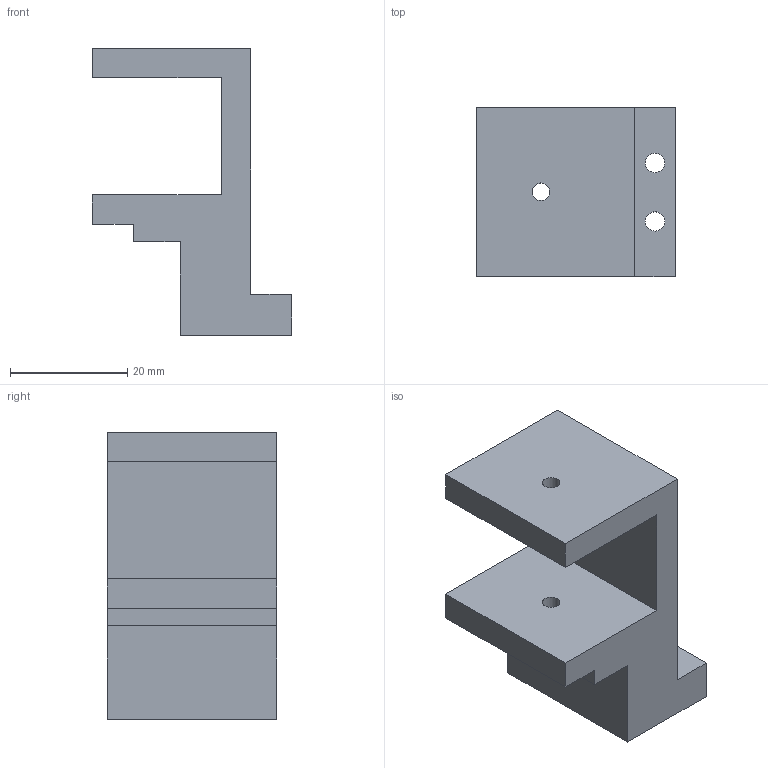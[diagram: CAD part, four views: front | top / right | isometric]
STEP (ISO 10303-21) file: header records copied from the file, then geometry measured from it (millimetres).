
FILE_DESCRIPTION(/* description */ (''),/* implementation_level */ '2;1');
FILE_NAME(/* name */ 'XY_attachment_left.step',/* time_stamp */ '2023-03-16T20:41:08+01:00',/* author */ (''),/* organization */ (''),/* preprocessor_version */ 'ST-DEVELOPER v19.2',/* originating_system */ 'Autodesk Translation Framework v11.17.0.187',/* authorisation */ '');
FILE_SCHEMA (('AUTOMOTIVE_DESIGN { 1 0 10303 214 3 1 1 }'));
Length unit declared in the file: millimetre
Products named in the file (1): XY_attachment_left
Bounding box: 34 x 28.9 x 49 mm (x, y, z)
Volume: 19180.3 mm3; surface area: 7616.2 mm2
Topology: 1 solids, 1 shells, 21 faces, 58 edges, 39 vertices
Faces by surface type: plane 17, cylinder 4
Full cylindrical faces by diameter (mm): 3 x2, 3.3 x2
Entity records: 717 total; most frequent: CARTESIAN_POINT 119, ORIENTED_EDGE 116, DIRECTION 110, EDGE_CURVE 58, LINE 50, VECTOR 50, VERTEX_POINT 39, AXIS2_PLACEMENT_3D 30
